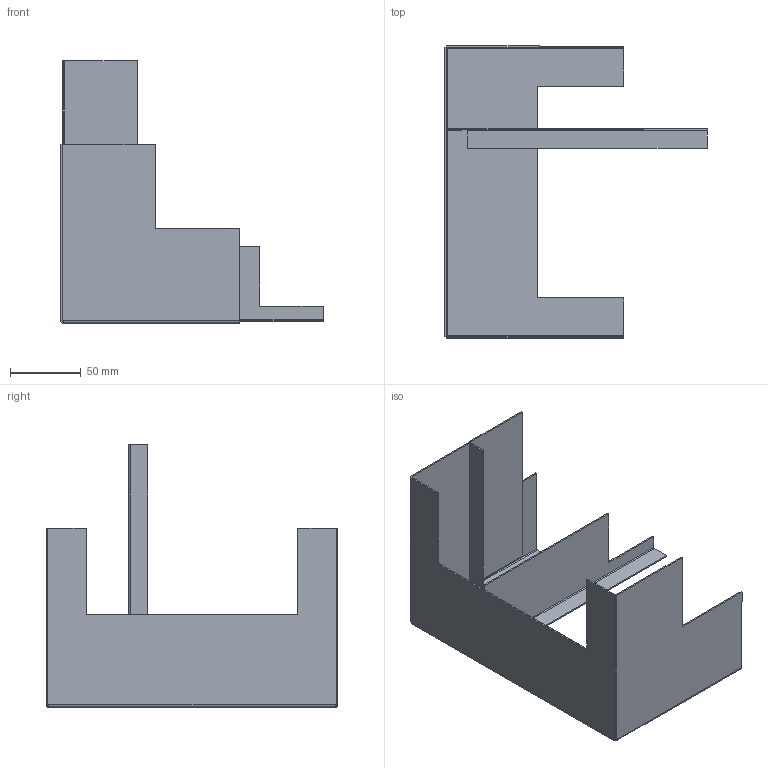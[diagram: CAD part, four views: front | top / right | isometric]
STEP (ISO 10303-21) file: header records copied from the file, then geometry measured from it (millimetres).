
FILE_DESCRIPTION (( 'STEP AP214' ), '1' );
FILE_NAME ('6278440.stp', '2016-06-08T15:00:18', ( '' ), ( '' ), 'SwSTEP 2.0', 'SolidWorks 2014', '' );
FILE_SCHEMA (( 'AUTOMOTIVE_DESIGN' ));
Length unit declared in the file: millimetre
Products named in the file (4): 013239_T=70; 018002_GS-DI70210; 018002T1_Inneneckblech f〉 GS-DI70210; 6278440
Assembly tree (4 placements, depth 3):
  6278440
    018002_GS-DI70210
      018002T1_Inneneckblech f〉 GS-DI70210
    013239_T=70  x2
Bounding box: 186 x 207 x 186 mm (x, y, z)
Volume: 76614.8 mm3; surface area: 155845.5 mm2
Topology: 3 solids, 3 shells, 86 faces, 200 edges, 120 vertices
Faces by surface type: plane 76, cylinder 10
Entity records: 2094 total; most frequent: CARTESIAN_POINT 344, DIRECTION 338, ORIENTED_EDGE 332, EDGE_CURVE 166, LINE 150, VECTOR 150, VERTEX_POINT 100, AXIS2_PLACEMENT_3D 94
